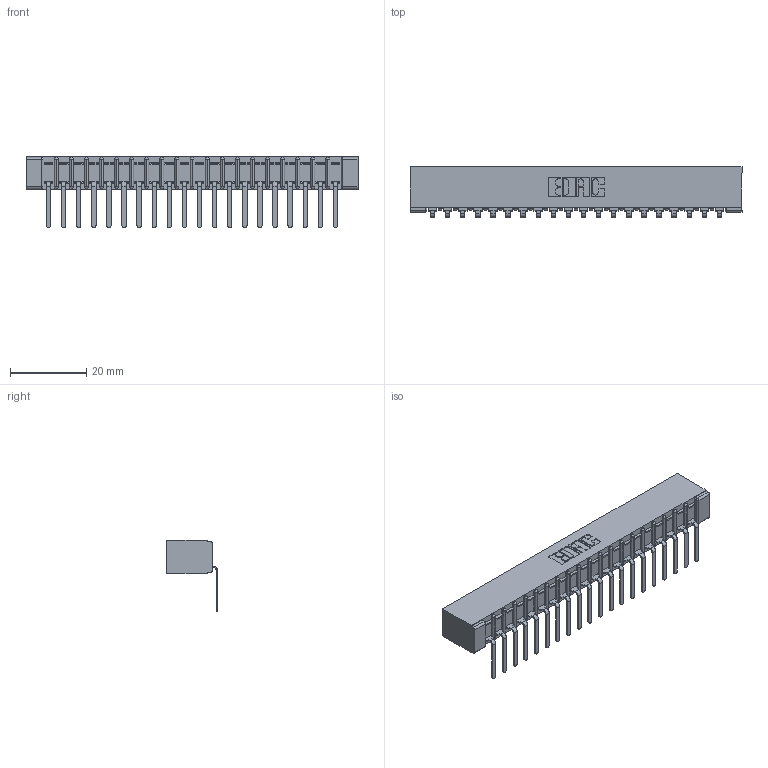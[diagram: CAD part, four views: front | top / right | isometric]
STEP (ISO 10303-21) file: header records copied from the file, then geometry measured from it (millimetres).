
FILE_DESCRIPTION (( 'STEP AP203' ), '1' );
FILE_NAME ('307-020-557-101.STEP', '2018-08-04T01:23:23', ( '' ), ( '' ), 'SwSTEP 2.0', 'SolidWorks 2016', '' );
FILE_SCHEMA (( 'CONFIG_CONTROL_DESIGN' ));
Length unit declared in the file: inch
Products named in the file (3): 307 Part_No Mounting Lugs; 307-290-002_557; 307-020-557-101
Assembly tree (21 placements, depth 2):
  307-020-557-101
    307 Part_No Mounting Lugs
    307-290-002_557  x20
Bounding box: 87.12 x 13.32 x 18.67 mm (x, y, z)
Volume: 6046.9 mm3; surface area: 11724 mm2
Topology: 21 solids, 21 shells, 1691 faces, 5179 edges, 3394 vertices
Faces by surface type: plane 1006, cylinder 643, sphere 42
Entity records: 20434 total; most frequent: CARTESIAN_POINT 3444, ORIENTED_EDGE 3434, DIRECTION 3355, EDGE_CURVE 1717, VECTOR 1305, LINE 1305, VERTEX_POINT 1114, AXIS2_PLACEMENT_3D 1025
